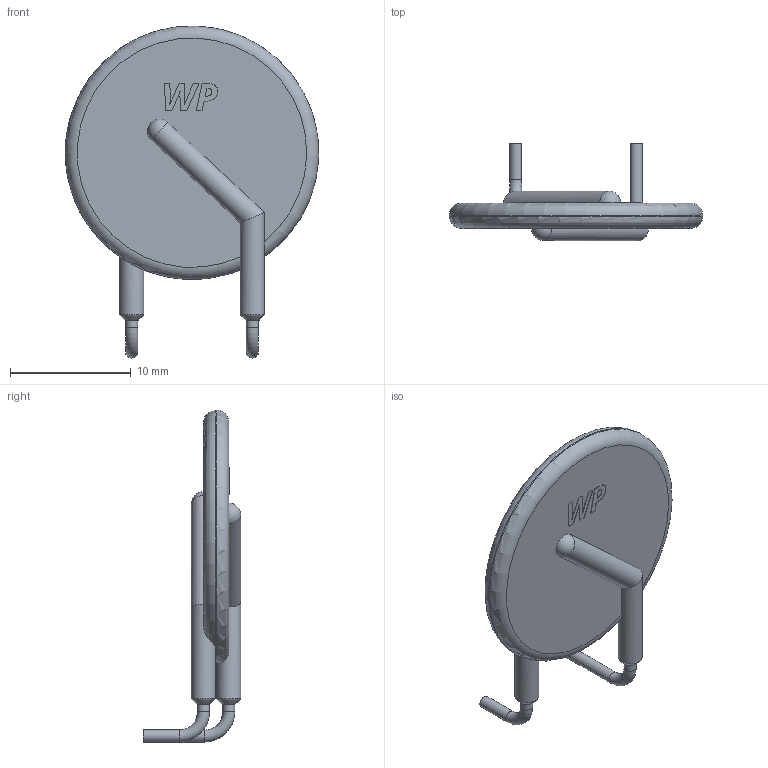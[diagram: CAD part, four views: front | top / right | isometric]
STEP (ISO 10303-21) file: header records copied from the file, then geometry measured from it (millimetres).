
FILE_DESCRIPTION(/* description */ ('STEP AP214'),/* implementation_level */ '2;1');
FILE_NAME(/* name */ '6094c53c3870470f1af170b1',/* time_stamp */ '2021-05-07T04:42:37+00:00',/* author */ (''),/* organization */ (''),/* preprocessor_version */ 'ST-DEVELOPER v18.1',/* originating_system */ ' ',/* authorisation */ ' ');
FILE_SCHEMA (('AUTOMOTIVE_DESIGN {1 0 10303 214 3 1 1}'));
Length unit declared in the file: metre
Products named in the file (1): Part 1
Bounding box: 20.99 x 8.1 x 27.5 mm (x, y, z)
Volume: 789.3 mm3; surface area: 921 mm2
Topology: 1 solids, 1 shells, 64 faces, 168 edges, 107 vertices
Faces by surface type: plane 32, bspline 17, cylinder 9, torus 4, sphere 2
Full cylindrical faces by diameter (mm): 1 x4, 2 x2, 21 x1
Entity records: 2142 total; most frequent: CARTESIAN_POINT 724, ORIENTED_EDGE 304, DIRECTION 226, EDGE_CURVE 152, VERTEX_POINT 104, LINE 98, VECTOR 98, EDGE_LOOP 78
